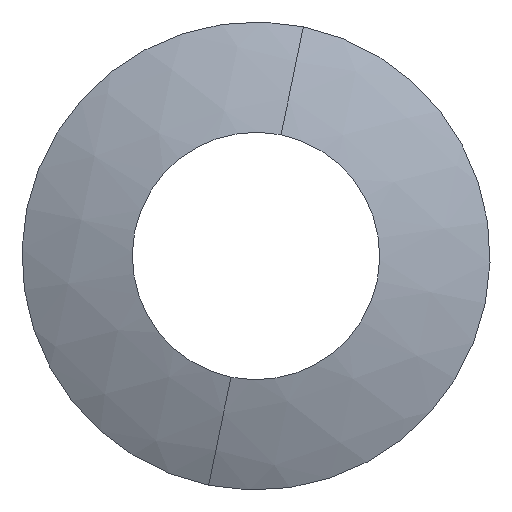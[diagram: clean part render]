
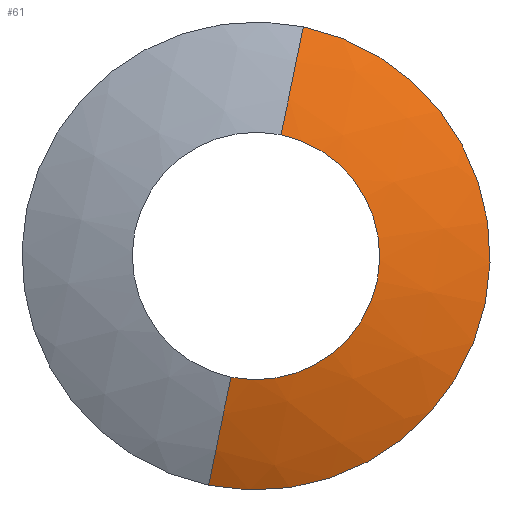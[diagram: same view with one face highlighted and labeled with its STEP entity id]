
A CAD part, front view. The second image highlights one B-rep face of the part: STEP entity #61.
In plain terms, the highlighted spherical face has radius 40 mm.
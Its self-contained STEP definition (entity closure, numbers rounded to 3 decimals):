
#13 = VERTEX_POINT ( 'NONE', #174 ) ;
#14 = EDGE_LOOP ( 'NONE', ( #59, #63, #25, #135, #26, #137 ) ) ;
#17 = VERTEX_POINT ( 'NONE', #203 ) ;
#21 = EDGE_CURVE ( 'NONE', #13, #17, #127, .T. ) ;
#23 = VERTEX_POINT ( 'NONE', #173 ) ;
#24 = VERTEX_POINT ( 'NONE', #167 ) ;
#25 = ORIENTED_EDGE ( 'NONE', *, *, #21, .F. ) ;
#26 = ORIENTED_EDGE ( 'NONE', *, *, #136, .F. ) ;
#27 = VERTEX_POINT ( 'NONE', #193 ) ;
#41 = EDGE_CURVE ( 'NONE', #27, #23, #104, .T. ) ;
#53 = EDGE_CURVE ( 'NONE', #62, #17, #184, .T. ) ;
#57 = EDGE_CURVE ( 'NONE', #23, #62, #334, .T. ) ;
#59 = ORIENTED_EDGE ( 'NONE', *, *, #57, .T. ) ;
#60 = EDGE_CURVE ( 'NONE', #24, #13, #317, .T. ) ;
#61 = ADVANCED_FACE ( 'NONE', ( #357 ), #258, .T. ) ;
#62 = VERTEX_POINT ( 'NONE', #254 ) ;
#63 = ORIENTED_EDGE ( 'NONE', *, *, #53, .T. ) ;
#77 = AXIS2_PLACEMENT_3D ( 'NONE', #183, #182, #181 ) ;
#87 = DIRECTION ( 'NONE',  ( 0., 0., -1. ) ) ;
#88 = DIRECTION ( 'NONE',  ( 0., -1., 0. ) ) ;
#89 = CARTESIAN_POINT ( 'NONE',  ( 0., 2.947, 0. ) ) ;
#104 = CIRCLE ( 'NONE', #121, 17.5 ) ;
#121 = AXIS2_PLACEMENT_3D ( 'NONE', #89, #88, #87 ) ;
#123 = DIRECTION ( 'NONE',  ( 0., 0., -1. ) ) ;
#124 = DIRECTION ( 'NONE',  ( 0., -1., 0. ) ) ;
#125 = CARTESIAN_POINT ( 'NONE',  ( 0., 0., 0. ) ) ;
#126 = AXIS2_PLACEMENT_3D ( 'NONE', #125, #124, #123 ) ;
#127 = CIRCLE ( 'NONE', #126, 9.25 ) ;
#135 = ORIENTED_EDGE ( 'NONE', *, *, #60, .F. ) ;
#136 = EDGE_CURVE ( 'NONE', #27, #24, #343, .T. ) ;
#137 = ORIENTED_EDGE ( 'NONE', *, *, #41, .T. ) ;
#167 = CARTESIAN_POINT ( 'NONE',  ( 9.25, 0., 0. ) ) ;
#173 = CARTESIAN_POINT ( 'NONE',  ( 0., 2.947, 17.5 ) ) ;
#174 = CARTESIAN_POINT ( 'NONE',  ( 0., 0., 9.25 ) ) ;
#181 = DIRECTION ( 'NONE',  ( 1., 0., 0. ) ) ;
#182 = DIRECTION ( 'NONE',  ( 0., 0., 1. ) ) ;
#183 = CARTESIAN_POINT ( 'NONE',  ( 0., 38.916, 0. ) ) ;
#184 = CIRCLE ( 'NONE', #77, 40. ) ;
#193 = CARTESIAN_POINT ( 'NONE',  ( 17.5, 2.947, 0. ) ) ;
#203 = CARTESIAN_POINT ( 'NONE',  ( -9.25, 0., 0. ) ) ;
#210 = DIRECTION ( 'NONE',  ( 1., 0., 0. ) ) ;
#253 = AXIS2_PLACEMENT_3D ( 'NONE', #337, #336, #335 ) ;
#254 = CARTESIAN_POINT ( 'NONE',  ( -17.5, 2.947, 0. ) ) ;
#256 = AXIS2_PLACEMENT_3D ( 'NONE', #360, #359, #358 ) ;
#258 = SPHERICAL_SURFACE ( 'NONE', #318, 40. ) ;
#282 = DIRECTION ( 'NONE',  ( -1., 0., 0. ) ) ;
#283 = DIRECTION ( 'NONE',  ( 0., 0., -1. ) ) ;
#284 = CARTESIAN_POINT ( 'NONE',  ( 0., 38.916, 0. ) ) ;
#285 = AXIS2_PLACEMENT_3D ( 'NONE', #284, #283, #282 ) ;
#317 = CIRCLE ( 'NONE', #256, 9.25 ) ;
#318 = AXIS2_PLACEMENT_3D ( 'NONE', #338, #339, #210 ) ;
#334 = CIRCLE ( 'NONE', #253, 17.5 ) ;
#335 = DIRECTION ( 'NONE',  ( 0., 0., -1. ) ) ;
#336 = DIRECTION ( 'NONE',  ( 0., -1., 0. ) ) ;
#337 = CARTESIAN_POINT ( 'NONE',  ( 0., 2.947, 0. ) ) ;
#338 = CARTESIAN_POINT ( 'NONE',  ( 0., 38.916, 0. ) ) ;
#339 = DIRECTION ( 'NONE',  ( 0., 0., 1. ) ) ;
#343 = CIRCLE ( 'NONE', #285, 40. ) ;
#357 = FACE_OUTER_BOUND ( 'NONE', #14, .T. ) ;
#358 = DIRECTION ( 'NONE',  ( 0., 0., -1. ) ) ;
#359 = DIRECTION ( 'NONE',  ( 0., -1., 0. ) ) ;
#360 = CARTESIAN_POINT ( 'NONE',  ( 0., 0., 0. ) ) ;
